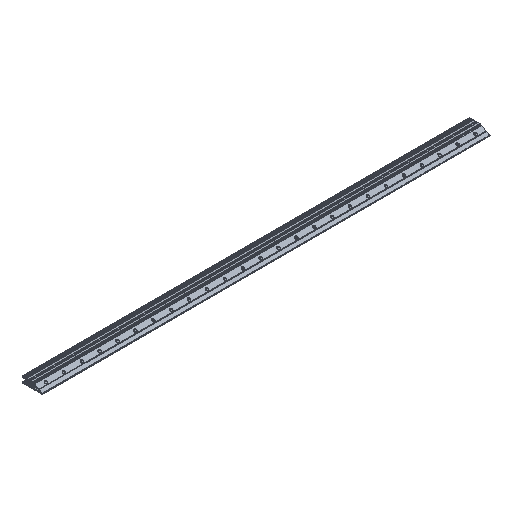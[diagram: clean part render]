
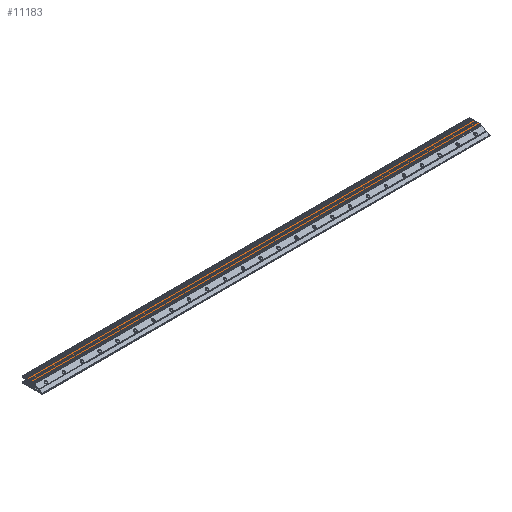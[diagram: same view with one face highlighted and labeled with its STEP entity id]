
A CAD part, isometric view. The second image highlights one B-rep face of the part: STEP entity #11183.
In plain terms, the highlighted planar face has unit normal (0, 0, 1).
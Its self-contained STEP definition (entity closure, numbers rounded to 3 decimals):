
#259 = CARTESIAN_POINT ( 'NONE',  ( -5239.842, 9.528, 35. ) ) ;
#279 = LINE ( 'NONE', #13743, #5417 ) ;
#1227 = VECTOR ( 'NONE', #14454, 1000. ) ;
#1976 = EDGE_CURVE ( 'NONE', #9991, #10566, #14921, .T. ) ;
#2281 = LINE ( 'NONE', #4722, #3936 ) ;
#3109 = EDGE_CURVE ( 'NONE', #10139, #10763, #2281, .T. ) ;
#3906 = CARTESIAN_POINT ( 'NONE',  ( -5239.842, 0., 35. ) ) ;
#3936 = VECTOR ( 'NONE', #7753, 1000. ) ;
#4304 = EDGE_LOOP ( 'NONE', ( #6314, #13081, #15510, #11334 ) ) ;
#4722 = CARTESIAN_POINT ( 'NONE',  ( -5239.842, 127., 35. ) ) ;
#4793 = FACE_OUTER_BOUND ( 'NONE', #4304, .T. ) ;
#5417 = VECTOR ( 'NONE', #5576, 1000. ) ;
#5576 = DIRECTION ( 'NONE',  ( 0., 1., 0. ) ) ;
#5862 = CARTESIAN_POINT ( 'NONE',  ( 0., 9.528, 35. ) ) ;
#6314 = ORIENTED_EDGE ( 'NONE', *, *, #9838, .F. ) ;
#7119 = DIRECTION ( 'NONE',  ( 1., 0., 0. ) ) ;
#7731 = CARTESIAN_POINT ( 'NONE',  ( -5000., 9.528, 35. ) ) ;
#7753 = DIRECTION ( 'NONE',  ( 1., 0., 0. ) ) ;
#8907 = VECTOR ( 'NONE', #7119, 1000. ) ;
#8939 = EDGE_CURVE ( 'NONE', #10763, #10566, #12120, .T. ) ;
#8992 = CARTESIAN_POINT ( 'NONE',  ( 0., 127., 35. ) ) ;
#9138 = DIRECTION ( 'NONE',  ( 0., 0., 1. ) ) ;
#9838 = EDGE_CURVE ( 'NONE', #9991, #10139, #279, .T. ) ;
#9991 = VERTEX_POINT ( 'NONE', #7731 ) ;
#10107 = PLANE ( 'NONE',  #16154 ) ;
#10139 = VERTEX_POINT ( 'NONE', #16133 ) ;
#10566 = VERTEX_POINT ( 'NONE', #5862 ) ;
#10763 = VERTEX_POINT ( 'NONE', #8992 ) ;
#11183 = ADVANCED_FACE ( 'NONE', ( #4793 ), #10107, .T. ) ;
#11334 = ORIENTED_EDGE ( 'NONE', *, *, #3109, .F. ) ;
#12120 = LINE ( 'NONE', #15833, #1227 ) ;
#13081 = ORIENTED_EDGE ( 'NONE', *, *, #1976, .T. ) ;
#13743 = CARTESIAN_POINT ( 'NONE',  ( -5000., 0., 35. ) ) ;
#14454 = DIRECTION ( 'NONE',  ( 0., -1., 0. ) ) ;
#14921 = LINE ( 'NONE', #259, #8907 ) ;
#15510 = ORIENTED_EDGE ( 'NONE', *, *, #8939, .F. ) ;
#15833 = CARTESIAN_POINT ( 'NONE',  ( 0., 0., 35. ) ) ;
#16133 = CARTESIAN_POINT ( 'NONE',  ( -5000., 127., 35. ) ) ;
#16154 = AXIS2_PLACEMENT_3D ( 'NONE', #3906, #9138, #17164 ) ;
#17164 = DIRECTION ( 'NONE',  ( 0., -1., 0. ) ) ;
